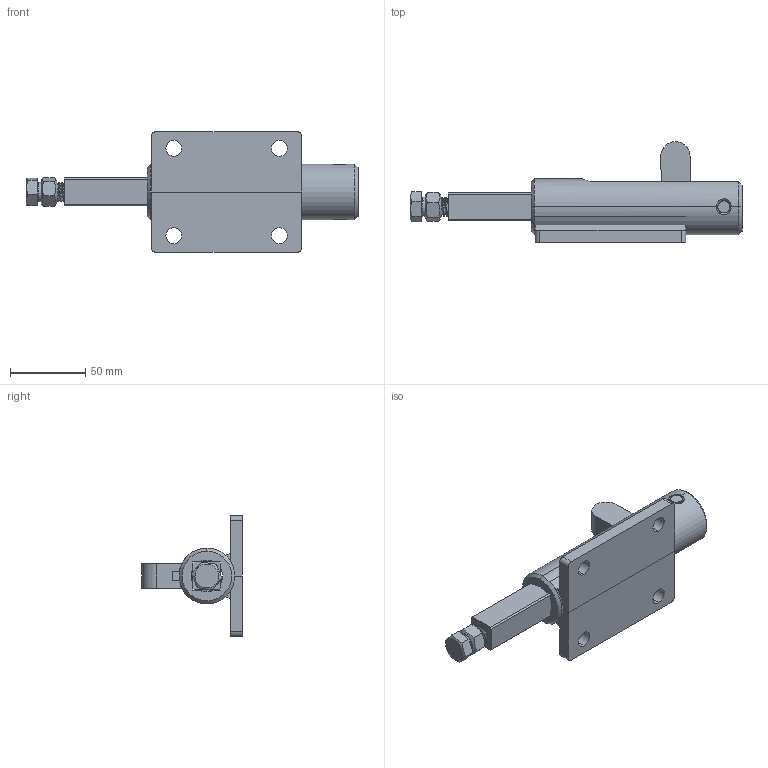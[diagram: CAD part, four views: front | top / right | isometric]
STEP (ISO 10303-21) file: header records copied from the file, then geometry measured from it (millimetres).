
FILE_DESCRIPTION (( 'STEP AP203' ), '1' );
FILE_NAME ('CH-30510M.STEP', '2010-06-07T07:18:02', ( '·L?¥Î?' ), ( '·L?¤¤?' ), 'SwSTEP 2.0', 'SolidWorks 2005179', '' );
FILE_SCHEMA (( 'CONFIG_CONTROL_DESIGN' ));
Length unit declared in the file: millimetre
Products named in the file (11): CH-30510M-01_??<煆藤艇>; M12_??; CH-30509-06_??; CH-30509-08_??; CH-30510M; CH-30510M-04_??; CH-30510M-03_??; CH-30510M-02_??; CH-30509-09_??; CH-30509-07_??; M12X50_??
Assembly tree (10 placements, depth 2):
  CH-30510M
    CH-30510M-04_??
    CH-30510M-01_??<煆藤艇>
    CH-30509-07_??
    CH-30510M-02_??
    CH-30509-09_??
    CH-30509-08_??
    M12_??
    CH-30510M-03_??
    M12X50_??
    CH-30509-06_??
Bounding box: 220.49 x 66.76 x 80 mm (x, y, z)
Volume: 209389.6 mm3; surface area: 88807.9 mm2
Topology: 15 solids, 15 shells, 1133 faces, 3231 edges, 2134 vertices
Faces by surface type: plane 847, cylinder 173, cone 56, bspline 55, torus 2
Entity records: 53357 total; most frequent: CARTESIAN_POINT 23137, ORIENTED_EDGE 6458, DIRECTION 5671, EDGE_CURVE 3229, VECTOR 2211, LINE 2211, VERTEX_POINT 2134, AXIS2_PLACEMENT_3D 1730
